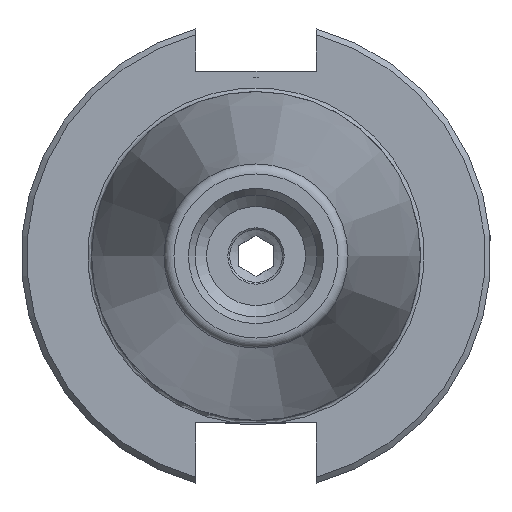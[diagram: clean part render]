
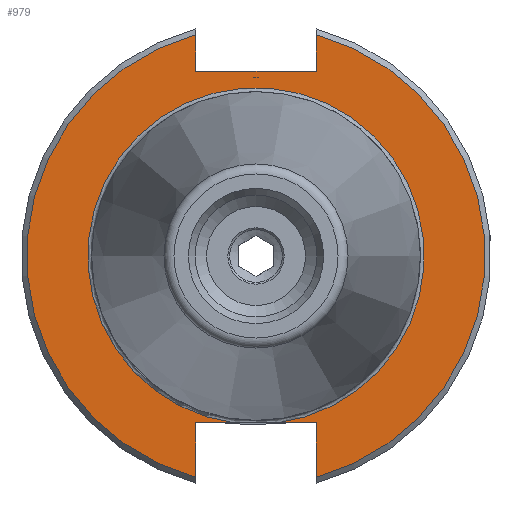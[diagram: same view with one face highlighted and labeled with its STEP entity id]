
A CAD part, left-side view. The second image highlights one B-rep face of the part: STEP entity #979.
In plain terms, the highlighted planar face has unit normal (-1, 0, 0).
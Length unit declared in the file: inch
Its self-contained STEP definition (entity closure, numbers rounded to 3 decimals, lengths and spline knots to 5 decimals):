
#327=CARTESIAN_POINT('',(0.125,-0.11172,-0.888));
#328=VERTEX_POINT('',#327);
#329=CARTESIAN_POINT('',(0.125,0.11172,-0.888));
#330=VERTEX_POINT('',#329);
#344=CARTESIAN_POINT('',(0.125,0.0,0.0));
#345=DIRECTION('',(-1.0,0.0,0.0));
#346=DIRECTION('',(0.0,-1.0,0.0));
#347=AXIS2_PLACEMENT_3D('',#344,#345,#346);
#348=CIRCLE('',#347,0.895);
#349=EDGE_CURVE('',#328,#330,#348,.T.);
#596=CARTESIAN_POINT('',(0.125,0.32,-0.888));
#597=VERTEX_POINT('',#596);
#604=CARTESIAN_POINT('',(0.125,0.32,-1.17729));
#605=VERTEX_POINT('',#604);
#606=CARTESIAN_POINT('',(0.125,0.32,-1.17729));
#607=DIRECTION('',(0.0,0.0,1.0));
#608=VECTOR('',#607,0.28929);
#609=LINE('',#606,#608);
#610=EDGE_CURVE('',#605,#597,#609,.T.);
#852=CARTESIAN_POINT('',(0.125,-0.32,-1.17729));
#853=VERTEX_POINT('',#852);
#867=CARTESIAN_POINT('',(0.125,-0.32,-0.888));
#868=VERTEX_POINT('',#867);
#869=CARTESIAN_POINT('',(0.125,-0.32,-0.888));
#870=DIRECTION('',(0.0,0.0,-1.0));
#871=VECTOR('',#870,0.28929);
#872=LINE('',#869,#871);
#873=EDGE_CURVE('',#868,#853,#872,.T.);
#900=CARTESIAN_POINT('',(0.125,-0.32,1.17729));
#901=VERTEX_POINT('',#900);
#915=CARTESIAN_POINT('',(0.125,0.0,0.0));
#916=DIRECTION('',(1.0,0.0,0.0));
#917=DIRECTION('',(0.0,-1.0,0.0));
#918=AXIS2_PLACEMENT_3D('',#915,#916,#917);
#919=CIRCLE('',#918,1.22);
#920=EDGE_CURVE('',#901,#853,#919,.T.);
#925=CARTESIAN_POINT('',(0.125,1.0625,0.0));
#926=DIRECTION('',(-1.0,0.0,0.0));
#927=DIRECTION('',(0.0,0.0,1.0));
#928=AXIS2_PLACEMENT_3D('',#925,#926,#927);
#929=PLANE('',#928);
#930=ORIENTED_EDGE('',*,*,#349,.F.);
#931=CARTESIAN_POINT('',(0.125,-0.11172,-0.888));
#932=DIRECTION('',(0.0,-1.0,0.0));
#933=VECTOR('',#932,0.20828);
#934=LINE('',#931,#933);
#935=EDGE_CURVE('',#328,#868,#934,.T.);
#936=ORIENTED_EDGE('',*,*,#935,.T.);
#937=ORIENTED_EDGE('',*,*,#873,.T.);
#938=ORIENTED_EDGE('',*,*,#920,.F.);
#939=CARTESIAN_POINT('',(0.125,-0.32,0.983));
#940=VERTEX_POINT('',#939);
#941=CARTESIAN_POINT('',(0.125,-0.32,1.17729));
#942=DIRECTION('',(0.0,0.0,-1.0));
#943=VECTOR('',#942,0.19429);
#944=LINE('',#941,#943);
#945=EDGE_CURVE('',#901,#940,#944,.T.);
#946=ORIENTED_EDGE('',*,*,#945,.T.);
#947=CARTESIAN_POINT('',(0.125,0.32,0.983));
#948=VERTEX_POINT('',#947);
#949=CARTESIAN_POINT('',(0.125,-0.32,0.983));
#950=DIRECTION('',(0.0,1.0,0.0));
#951=VECTOR('',#950,0.64);
#952=LINE('',#949,#951);
#953=EDGE_CURVE('',#940,#948,#952,.T.);
#954=ORIENTED_EDGE('',*,*,#953,.T.);
#955=CARTESIAN_POINT('',(0.125,0.32,1.17729));
#956=VERTEX_POINT('',#955);
#957=CARTESIAN_POINT('',(0.125,0.32,0.983));
#958=DIRECTION('',(0.0,0.0,1.0));
#959=VECTOR('',#958,0.19429);
#960=LINE('',#957,#959);
#961=EDGE_CURVE('',#948,#956,#960,.T.);
#962=ORIENTED_EDGE('',*,*,#961,.T.);
#963=CARTESIAN_POINT('',(0.125,0.0,0.0));
#964=DIRECTION('',(1.0,0.0,0.0));
#965=DIRECTION('',(0.0,1.0,0.0));
#966=AXIS2_PLACEMENT_3D('',#963,#964,#965);
#967=CIRCLE('',#966,1.22);
#968=EDGE_CURVE('',#605,#956,#967,.T.);
#969=ORIENTED_EDGE('',*,*,#968,.F.);
#970=ORIENTED_EDGE('',*,*,#610,.T.);
#971=CARTESIAN_POINT('',(0.125,0.32,-0.888));
#972=DIRECTION('',(0.0,-1.0,0.0));
#973=VECTOR('',#972,0.20828);
#974=LINE('',#971,#973);
#975=EDGE_CURVE('',#597,#330,#974,.T.);
#976=ORIENTED_EDGE('',*,*,#975,.T.);
#977=EDGE_LOOP('',(#930,#936,#937,#938,#946,#954,#962,#969,#970,#976));
#978=FACE_OUTER_BOUND('',#977,.T.);
#979=ADVANCED_FACE('',(#978),#929,.T.);
